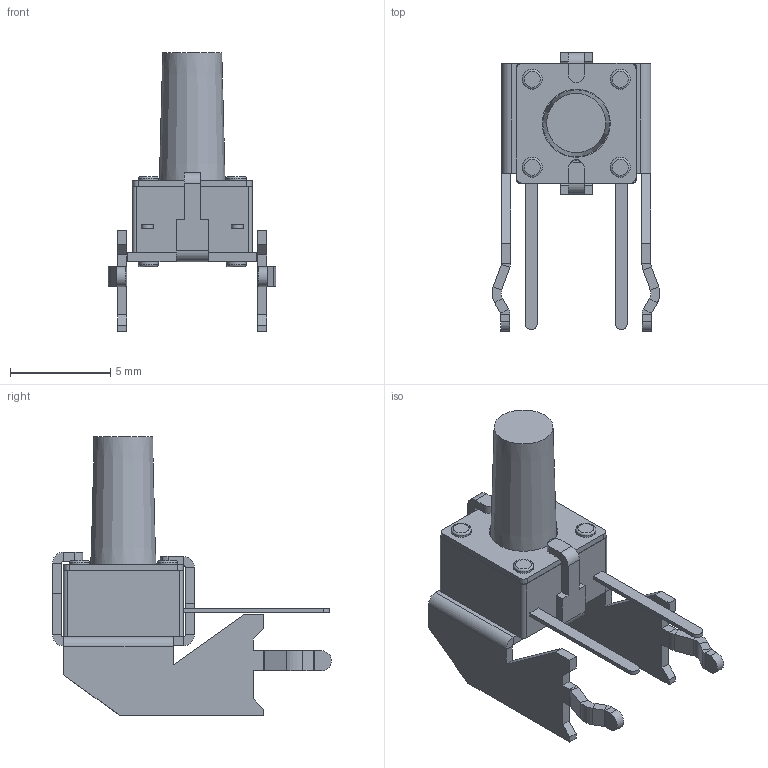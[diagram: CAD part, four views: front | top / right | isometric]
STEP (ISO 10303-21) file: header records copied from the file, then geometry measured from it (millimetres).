
FILE_DESCRIPTION(('STEP AP203'), '1');
FILE_NAME('Kfc-a06w2-10', '', ('UNSPECIFIED'), ('UNSPECIFIED'), 'ASCON STEP Converter 1.6', 'ASCON Math Kernel', '');
FILE_SCHEMA(('CONFIG_CONTROL_DESIGN'));
Length unit declared in the file: millimetre
Bounding box: 8.39 x 13.94 x 13.93 mm (x, y, z)
Volume: 237.5 mm3; surface area: 550.3 mm2
Topology: 2 solids, 2 shells, 197 faces, 440 edges, 258 vertices
Faces by surface type: plane 139, cylinder 50, torus 6, bspline 1, cone 1
Full cylindrical faces by diameter (mm): 1 x6, 1.02 x2, 3.4 x1
Entity records: 6921 total; most frequent: CARTESIAN_POINT 948, DIRECTION 920, ORIENTED_EDGE 848, EDGE_CURVE 424, LINE 318, VECTOR 318, AXIS2_PLACEMENT_3D 301, VERTEX_POINT 258
